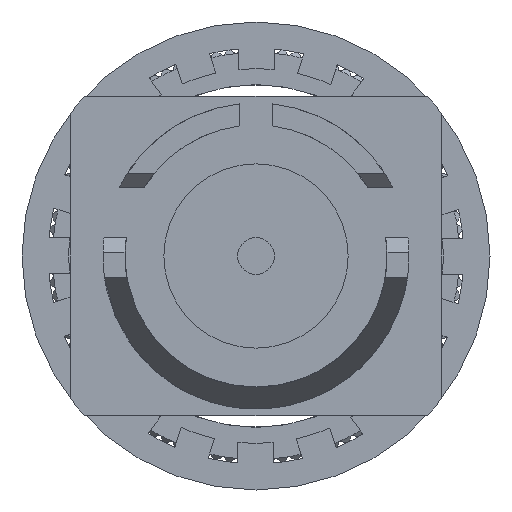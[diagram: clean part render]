
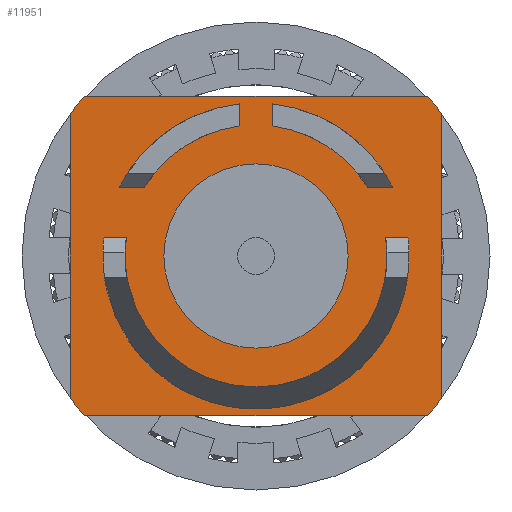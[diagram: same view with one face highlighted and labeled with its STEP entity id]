
A CAD part, front view. The second image highlights one B-rep face of the part: STEP entity #11951.
In plain terms, the highlighted planar face has unit normal (0, -1, 0).
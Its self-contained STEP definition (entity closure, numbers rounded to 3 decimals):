
#334=PLANE('',#13494);
#1625=CIRCLE('',#13437,4.48);
#1627=CIRCLE('',#13441,5.23);
#1631=CIRCLE('',#13449,4.48);
#1633=CIRCLE('',#13454,4.48);
#1638=CIRCLE('',#13467,5.23);
#1639=CIRCLE('',#13470,5.23);
#1640=CIRCLE('',#13472,8.);
#1643=CIRCLE('',#13476,8.);
#1645=CIRCLE('',#13479,8.);
#1653=CIRCLE('',#13493,3.15);
#1654=CIRCLE('',#13495,8.);
#5101=ORIENTED_EDGE('',*,*,#6981,.F.);
#5102=ORIENTED_EDGE('',*,*,#6924,.T.);
#5103=ORIENTED_EDGE('',*,*,#6982,.F.);
#5104=ORIENTED_EDGE('',*,*,#6948,.F.);
#5105=ORIENTED_EDGE('',*,*,#6983,.T.);
#5106=ORIENTED_EDGE('',*,*,#6984,.F.);
#5107=ORIENTED_EDGE('',*,*,#6960,.T.);
#5108=ORIENTED_EDGE('',*,*,#6985,.F.);
#5109=ORIENTED_EDGE('',*,*,#6964,.T.);
#5110=ORIENTED_EDGE('',*,*,#6986,.F.);
#5111=ORIENTED_EDGE('',*,*,#6954,.T.);
#5112=ORIENTED_EDGE('',*,*,#6987,.F.);
#5113=ORIENTED_EDGE('',*,*,#6930,.T.);
#5114=ORIENTED_EDGE('',*,*,#6988,.F.);
#5115=ORIENTED_EDGE('',*,*,#6952,.F.);
#5116=ORIENTED_EDGE('',*,*,#6989,.T.);
#5117=ORIENTED_EDGE('',*,*,#6914,.F.);
#5118=ORIENTED_EDGE('',*,*,#6990,.F.);
#5119=ORIENTED_EDGE('',*,*,#6909,.T.);
#5120=ORIENTED_EDGE('',*,*,#6991,.T.);
#5121=ORIENTED_EDGE('',*,*,#6980,.F.);
#6909=EDGE_CURVE('',#8012,#8015,#1625,.T.);
#6914=EDGE_CURVE('',#8018,#8019,#1627,.T.);
#6924=EDGE_CURVE('',#8029,#8028,#1631,.T.);
#6930=EDGE_CURVE('',#8035,#8033,#1633,.T.);
#6948=EDGE_CURVE('',#8047,#8044,#1638,.T.);
#6952=EDGE_CURVE('',#8050,#8048,#1639,.T.);
#6954=EDGE_CURVE('',#8053,#8051,#1640,.T.);
#6960=EDGE_CURVE('',#8056,#8058,#1643,.T.);
#6964=EDGE_CURVE('',#8060,#8062,#1645,.T.);
#6980=EDGE_CURVE('',#8073,#8073,#1653,.T.);
#6981=EDGE_CURVE('',#8029,#8047,#8723,.T.);
#6982=EDGE_CURVE('',#8044,#8028,#8724,.T.);
#6983=EDGE_CURVE('',#8074,#8075,#1654,.T.);
#6984=EDGE_CURVE('',#8056,#8075,#8725,.T.);
#6985=EDGE_CURVE('',#8060,#8058,#8726,.T.);
#6986=EDGE_CURVE('',#8053,#8062,#8727,.T.);
#6987=EDGE_CURVE('',#8074,#8051,#8728,.T.);
#6988=EDGE_CURVE('',#8048,#8033,#8729,.T.);
#6989=EDGE_CURVE('',#8050,#8035,#8730,.T.);
#6990=EDGE_CURVE('',#8012,#8018,#8731,.T.);
#6991=EDGE_CURVE('',#8015,#8019,#8732,.T.);
#8012=VERTEX_POINT('',#21713);
#8015=VERTEX_POINT('',#21719);
#8018=VERTEX_POINT('',#21729);
#8019=VERTEX_POINT('',#21731);
#8028=VERTEX_POINT('',#21771);
#8029=VERTEX_POINT('',#21773);
#8033=VERTEX_POINT('',#21783);
#8035=VERTEX_POINT('',#21786);
#8044=VERTEX_POINT('',#21812);
#8047=VERTEX_POINT('',#21819);
#8048=VERTEX_POINT('',#21823);
#8050=VERTEX_POINT('',#21827);
#8051=VERTEX_POINT('',#21831);
#8053=VERTEX_POINT('',#21834);
#8056=VERTEX_POINT('',#21841);
#8058=VERTEX_POINT('',#21845);
#8060=VERTEX_POINT('',#21850);
#8062=VERTEX_POINT('',#21854);
#8073=VERTEX_POINT('',#21888);
#8074=VERTEX_POINT('',#21893);
#8075=VERTEX_POINT('',#21894);
#8723=LINE('',#21890,#9379);
#8724=LINE('',#21891,#9380);
#8725=LINE('',#21895,#9381);
#8726=LINE('',#21896,#9382);
#8727=LINE('',#21897,#9383);
#8728=LINE('',#21898,#9384);
#8729=LINE('',#21899,#9385);
#8730=LINE('',#21900,#9386);
#8731=LINE('',#21901,#9387);
#8732=LINE('',#21902,#9388);
#9379=VECTOR('',#17077,1000.);
#9380=VECTOR('',#17078,1000.);
#9381=VECTOR('',#17081,1000.);
#9382=VECTOR('',#17082,1000.);
#9383=VECTOR('',#17083,1000.);
#9384=VECTOR('',#17084,1000.);
#9385=VECTOR('',#17085,1000.);
#9386=VECTOR('',#17086,1000.);
#9387=VECTOR('',#17087,1000.);
#9388=VECTOR('',#17088,1000.);
#10140=EDGE_LOOP('',(#5101,#5102,#5103,#5104));
#10141=EDGE_LOOP('',(#5105,#5106,#5107,#5108,#5109,#5110,#5111,#5112));
#10142=EDGE_LOOP('',(#5113,#5114,#5115,#5116));
#10143=EDGE_LOOP('',(#5117,#5118,#5119,#5120));
#10144=EDGE_LOOP('',(#5121));
#10927=FACE_BOUND('',#10140,.T.);
#10928=FACE_BOUND('',#10141,.T.);
#10929=FACE_BOUND('',#10142,.T.);
#10930=FACE_BOUND('',#10143,.T.);
#10931=FACE_BOUND('',#10144,.T.);
#11951=ADVANCED_FACE('',(#10927,#10928,#10929,#10930,#10931),#334,.T.);
#13437=AXIS2_PLACEMENT_3D('',#21720,#16929,#16930);
#13441=AXIS2_PLACEMENT_3D('',#21730,#16940,#16941);
#13449=AXIS2_PLACEMENT_3D('',#21772,#16958,#16959);
#13454=AXIS2_PLACEMENT_3D('',#21785,#16970,#16971);
#13467=AXIS2_PLACEMENT_3D('',#21820,#17005,#17006);
#13470=AXIS2_PLACEMENT_3D('',#21828,#17013,#17014);
#13472=AXIS2_PLACEMENT_3D('',#21833,#17018,#17019);
#13476=AXIS2_PLACEMENT_3D('',#21846,#17029,#17030);
#13479=AXIS2_PLACEMENT_3D('',#21855,#17037,#17038);
#13493=AXIS2_PLACEMENT_3D('',#21887,#17073,#17074);
#13494=AXIS2_PLACEMENT_3D('',#21889,#17075,#17076);
#13495=AXIS2_PLACEMENT_3D('',#21892,#17079,#17080);
#16929=DIRECTION('',(0.,-1.,0.));
#16930=DIRECTION('',(0.,0.,-1.));
#16940=DIRECTION('',(0.,-1.,0.));
#16941=DIRECTION('',(0.,0.,-1.));
#16958=DIRECTION('',(0.,-1.,0.));
#16959=DIRECTION('',(0.,0.,-1.));
#16970=DIRECTION('',(0.,-1.,0.));
#16971=DIRECTION('',(0.,0.,-1.));
#17005=DIRECTION('',(0.,-1.,0.));
#17006=DIRECTION('',(0.,0.,-1.));
#17013=DIRECTION('',(0.,-1.,0.));
#17014=DIRECTION('',(0.,0.,-1.));
#17018=DIRECTION('',(0.,-1.,0.));
#17019=DIRECTION('',(0.,0.,-1.));
#17029=DIRECTION('',(0.,-1.,0.));
#17030=DIRECTION('',(0.,0.,-1.));
#17037=DIRECTION('',(0.,-1.,0.));
#17038=DIRECTION('',(0.,0.,-1.));
#17073=DIRECTION('',(0.,-1.,0.));
#17074=DIRECTION('',(0.,0.,-1.));
#17075=DIRECTION('',(0.,-1.,0.));
#17076=DIRECTION('',(0.,0.,-1.));
#17077=DIRECTION('',(-1.,0.,0.));
#17078=DIRECTION('',(-1.,0.,0.));
#17079=DIRECTION('',(0.,-1.,0.));
#17080=DIRECTION('',(0.,0.,-1.));
#17081=DIRECTION('',(0.,0.,-1.));
#17082=DIRECTION('',(1.,0.,0.));
#17083=DIRECTION('',(0.,0.,1.));
#17084=DIRECTION('',(-1.,0.,0.));
#17085=DIRECTION('',(0.,0.,-1.));
#17086=DIRECTION('',(-1.,0.,0.));
#17087=DIRECTION('',(0.,0.,1.));
#17088=DIRECTION('',(-1.,0.,0.));
#21713=CARTESIAN_POINT('',(-0.55,2.48,4.446));
#21719=CARTESIAN_POINT('',(-3.823,2.48,2.335));
#21720=CARTESIAN_POINT('',(0.,2.48,0.));
#21729=CARTESIAN_POINT('',(-0.55,2.48,5.201));
#21730=CARTESIAN_POINT('',(0.,2.48,0.));
#21731=CARTESIAN_POINT('',(-4.68,2.48,2.335));
#21771=CARTESIAN_POINT('',(4.436,2.48,0.625));
#21772=CARTESIAN_POINT('',(0.,2.48,0.));
#21773=CARTESIAN_POINT('',(-4.436,2.48,0.625));
#21783=CARTESIAN_POINT('',(0.55,2.48,4.446));
#21785=CARTESIAN_POINT('',(0.,2.48,0.));
#21786=CARTESIAN_POINT('',(3.823,2.48,2.335));
#21812=CARTESIAN_POINT('',(5.193,2.48,0.625));
#21819=CARTESIAN_POINT('',(-5.193,2.48,0.625));
#21820=CARTESIAN_POINT('',(0.,2.48,0.));
#21823=CARTESIAN_POINT('',(0.55,2.48,5.201));
#21827=CARTESIAN_POINT('',(4.68,2.48,2.335));
#21828=CARTESIAN_POINT('',(0.,2.48,0.));
#21831=CARTESIAN_POINT('',(-5.847,2.48,-5.46));
#21833=CARTESIAN_POINT('',(0.,2.48,0.));
#21834=CARTESIAN_POINT('',(-6.35,2.48,-4.866));
#21841=CARTESIAN_POINT('',(6.35,2.48,4.866));
#21845=CARTESIAN_POINT('',(5.847,2.48,5.46));
#21846=CARTESIAN_POINT('',(0.,2.48,0.));
#21850=CARTESIAN_POINT('',(-5.847,2.48,5.46));
#21854=CARTESIAN_POINT('',(-6.35,2.48,4.866));
#21855=CARTESIAN_POINT('',(0.,2.48,0.));
#21887=CARTESIAN_POINT('',(0.,2.48,0.));
#21888=CARTESIAN_POINT('',(0.,2.48,-3.15));
#21889=CARTESIAN_POINT('',(5.23,2.48,0.));
#21890=CARTESIAN_POINT('',(5.23,2.48,0.625));
#21891=CARTESIAN_POINT('',(5.23,2.48,0.625));
#21892=CARTESIAN_POINT('',(0.,2.48,0.));
#21893=CARTESIAN_POINT('',(5.847,2.48,-5.46));
#21894=CARTESIAN_POINT('',(6.35,2.48,-4.866));
#21895=CARTESIAN_POINT('',(6.35,2.48,0.));
#21896=CARTESIAN_POINT('',(5.23,2.48,5.46));
#21897=CARTESIAN_POINT('',(-6.35,2.48,0.));
#21898=CARTESIAN_POINT('',(5.23,2.48,-5.46));
#21899=CARTESIAN_POINT('',(0.55,2.48,6.));
#21900=CARTESIAN_POINT('',(5.23,2.48,2.335));
#21901=CARTESIAN_POINT('',(-0.55,2.48,4.));
#21902=CARTESIAN_POINT('',(5.23,2.48,2.335));
